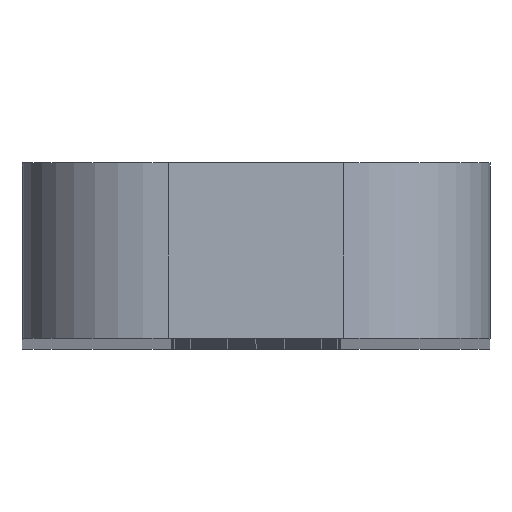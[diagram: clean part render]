
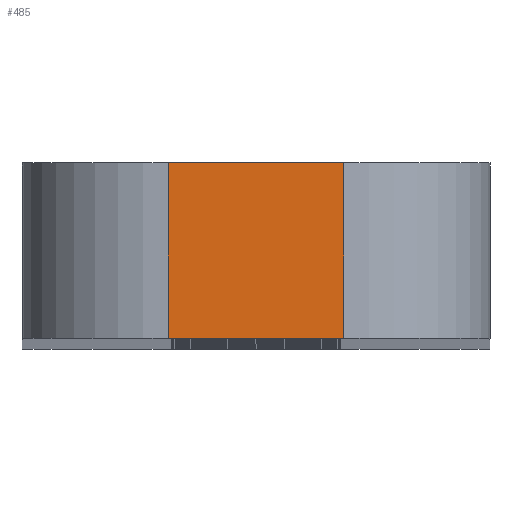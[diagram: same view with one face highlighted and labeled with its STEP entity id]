
A CAD part, top view. The second image highlights one B-rep face of the part: STEP entity #485.
In plain terms, the highlighted planar face has unit normal (0, 0, 1).
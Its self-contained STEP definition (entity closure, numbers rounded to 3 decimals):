
#141 = VERTEX_POINT ( 'NONE', #316 ) ;
#262 = CARTESIAN_POINT ( 'NONE',  ( -1.5, 3., 4. ) ) ;
#313 = DIRECTION ( 'NONE',  ( 0., 0., -1. ) ) ;
#316 = CARTESIAN_POINT ( 'NONE',  ( 1.5, 3., 4. ) ) ;
#327 = DIRECTION ( 'NONE',  ( -1., 0., 0. ) ) ;
#343 = DIRECTION ( 'NONE',  ( 1., 0., 0. ) ) ;
#427 = LINE ( 'NONE', #262, #1675 ) ;
#433 = LINE ( 'NONE', #1298, #1345 ) ;
#462 = VECTOR ( 'NONE', #343, 1000. ) ;
#476 = AXIS2_PLACEMENT_3D ( 'NONE', #1805, #313, #327 ) ;
#485 = ADVANCED_FACE ( 'NONE', ( #1206 ), #1767, .F. ) ;
#555 = DIRECTION ( 'NONE',  ( 1., 0., 0. ) ) ;
#571 = CARTESIAN_POINT ( 'NONE',  ( 1.5, 0., 4. ) ) ;
#714 = CARTESIAN_POINT ( 'NONE',  ( -1.5, 0., 4. ) ) ;
#767 = CARTESIAN_POINT ( 'NONE',  ( -1.5, 0., 4. ) ) ;
#829 = ORIENTED_EDGE ( 'NONE', *, *, #1174, .F. ) ;
#847 = ORIENTED_EDGE ( 'NONE', *, *, #1862, .F. ) ;
#897 = ORIENTED_EDGE ( 'NONE', *, *, #915, .T. ) ;
#915 = EDGE_CURVE ( 'NONE', #1826, #1773, #1792, .T. ) ;
#1018 = DIRECTION ( 'NONE',  ( 0., -1., 0. ) ) ;
#1067 = EDGE_LOOP ( 'NONE', ( #897, #847, #829, #1350 ) ) ;
#1100 = EDGE_CURVE ( 'NONE', #1513, #1826, #1145, .T. ) ;
#1145 = LINE ( 'NONE', #1711, #1165 ) ;
#1165 = VECTOR ( 'NONE', #1254, 1000. ) ;
#1174 = EDGE_CURVE ( 'NONE', #1513, #141, #427, .T. ) ;
#1206 = FACE_OUTER_BOUND ( 'NONE', #1067, .T. ) ;
#1254 = DIRECTION ( 'NONE',  ( 0., -1., 0. ) ) ;
#1298 = CARTESIAN_POINT ( 'NONE',  ( 1.5, 3., 4. ) ) ;
#1345 = VECTOR ( 'NONE', #1018, 1000. ) ;
#1350 = ORIENTED_EDGE ( 'NONE', *, *, #1100, .T. ) ;
#1513 = VERTEX_POINT ( 'NONE', #1664 ) ;
#1664 = CARTESIAN_POINT ( 'NONE',  ( -1.5, 3., 4. ) ) ;
#1675 = VECTOR ( 'NONE', #555, 1000. ) ;
#1711 = CARTESIAN_POINT ( 'NONE',  ( -1.5, 3., 4. ) ) ;
#1767 = PLANE ( 'NONE',  #476 ) ;
#1773 = VERTEX_POINT ( 'NONE', #571 ) ;
#1792 = LINE ( 'NONE', #767, #462 ) ;
#1805 = CARTESIAN_POINT ( 'NONE',  ( -1.5, 3., 4. ) ) ;
#1826 = VERTEX_POINT ( 'NONE', #714 ) ;
#1862 = EDGE_CURVE ( 'NONE', #141, #1773, #433, .T. ) ;
